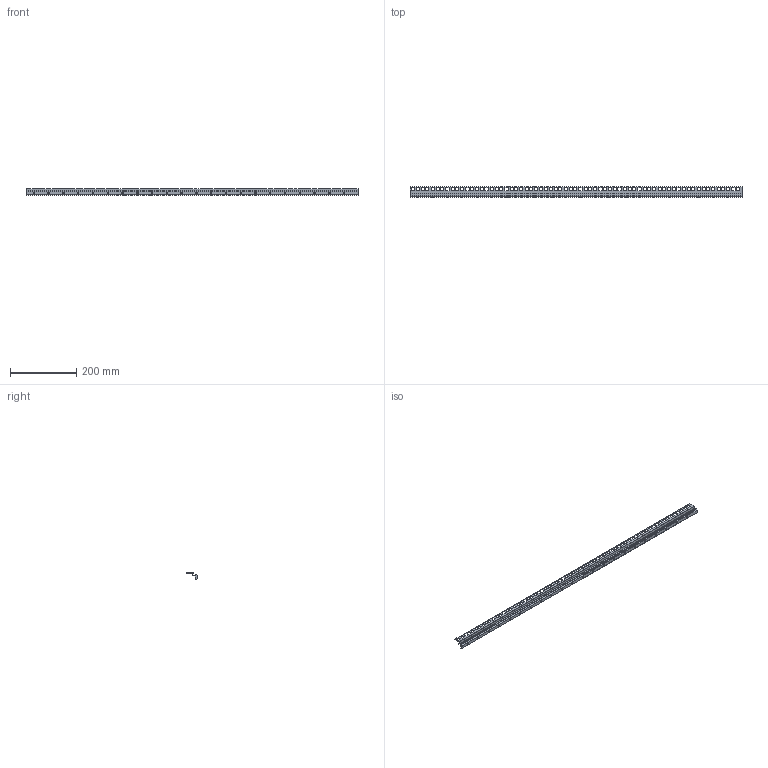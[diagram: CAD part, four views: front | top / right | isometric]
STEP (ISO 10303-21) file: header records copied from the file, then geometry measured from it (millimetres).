
FILE_DESCRIPTION(('STEP AP214'),'1');
FILE_NAME('cctmp_F658EAD2-A142-4A80-8990-59414B247F7B_2021_11_10_13_07_34_0585..stp','2021-11-10T12:07:35',('Bosch Rexroth AG'),('CADClick - www.CADClick.com'),'Spatial InterOp 3D',' ','unknown authorization - (Healing Option Enabled)');
FILE_SCHEMA(('AUTOMOTIVE_DESIGN'));
Length unit declared in the file: millimetre
Products named in the file (1): 2021_11_10_13_07_34_0569
Bounding box: 1000 x 30.9 x 20.25 mm (x, y, z)
Volume: 129124 mm3; surface area: 97931.9 mm2
Topology: 1 solids, 1 shells, 372 faces, 1066 edges, 696 vertices
Faces by surface type: plane 284, cylinder 44, cone 44
Entity records: 15326 total; most frequent: CARTESIAN_POINT 2135, ORIENTED_EDGE 2132, DIRECTION 1944, EDGE_CURVE 1066, LINE 934, VECTOR 934, VERTEX_POINT 696, EDGE_LOOP 550
